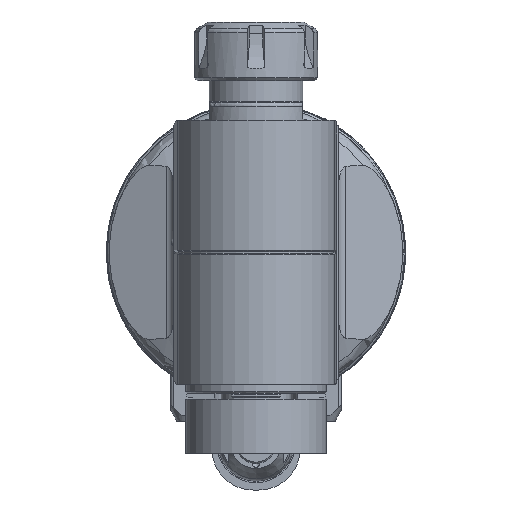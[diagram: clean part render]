
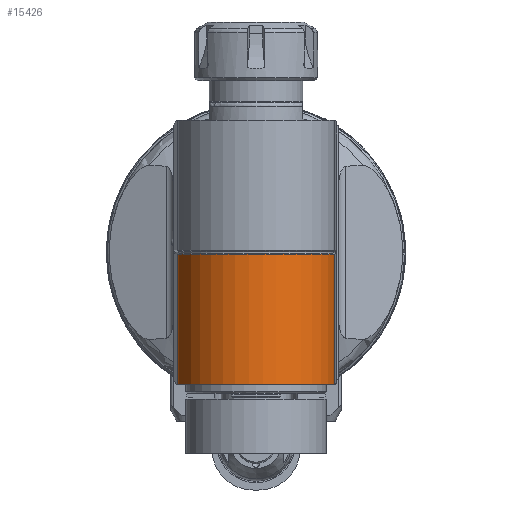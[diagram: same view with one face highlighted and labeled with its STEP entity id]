
A CAD part, front view. The second image highlights one B-rep face of the part: STEP entity #15426.
In plain terms, the highlighted cylindrical face has radius 27 mm (diameter 54 mm), a partial arc.
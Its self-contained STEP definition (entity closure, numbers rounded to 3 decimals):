
#749=CYLINDRICAL_SURFACE('',#16492,27.);
#1129=CIRCLE('',#16313,27.);
#1215=CIRCLE('',#16493,27.);
#2028=FACE_OUTER_BOUND('',#2946,.T.);
#2946=EDGE_LOOP('',(#10738,#10739,#10740,#10741));
#3891=LINE('',#23070,#5050);
#3960=LINE('',#23644,#5119);
#5050=VECTOR('',#18156,44.334);
#5119=VECTOR('',#18569,44.334);
#6242=VERTEX_POINT('',#23014);
#6252=VERTEX_POINT('',#23052);
#6254=VERTEX_POINT('',#23058);
#6385=VERTEX_POINT('',#23642);
#7911=EDGE_CURVE('',#6252,#6242,#1129,.T.);
#7918=EDGE_CURVE('',#6254,#6242,#3891,.T.);
#8105=EDGE_CURVE('',#6252,#6385,#3960,.T.);
#8107=EDGE_CURVE('',#6254,#6385,#1215,.T.);
#10738=ORIENTED_EDGE('',*,*,#8107,.F.);
#10739=ORIENTED_EDGE('',*,*,#7918,.T.);
#10740=ORIENTED_EDGE('',*,*,#7911,.F.);
#10741=ORIENTED_EDGE('',*,*,#8105,.T.);
#15426=ADVANCED_FACE('',(#2028),#749,.T.);
#16313=AXIS2_PLACEMENT_3D('',#23054,#18144,#18145);
#16492=AXIS2_PLACEMENT_3D('',#23647,#18574,#18575);
#16493=AXIS2_PLACEMENT_3D('',#23648,#18576,#18577);
#18144=DIRECTION('center_axis',(0.,1.,0.));
#18145=DIRECTION('ref_axis',(0.087,0.,0.996));
#18156=DIRECTION('',(0.,1.,0.));
#18569=DIRECTION('',(0.,-1.,0.));
#18574=DIRECTION('center_axis',(0.,1.,0.));
#18575=DIRECTION('ref_axis',(1.,0.,0.));
#18576=DIRECTION('center_axis',(0.,-1.,0.));
#18577=DIRECTION('ref_axis',(1.,0.,0.));
#23014=CARTESIAN_POINT('',(92.353,45.,-26.897));
#23052=CARTESIAN_POINT('',(92.353,45.,26.897));
#23054=CARTESIAN_POINT('Origin',(90.,45.,0.));
#23058=CARTESIAN_POINT('',(92.353,0.666,-26.897));
#23070=CARTESIAN_POINT('',(92.353,0.666,-26.897));
#23642=CARTESIAN_POINT('',(92.353,0.666,26.897));
#23644=CARTESIAN_POINT('',(92.353,45.,26.897));
#23647=CARTESIAN_POINT('Origin',(90.,-54.,0.));
#23648=CARTESIAN_POINT('Origin',(90.,0.666,0.));
